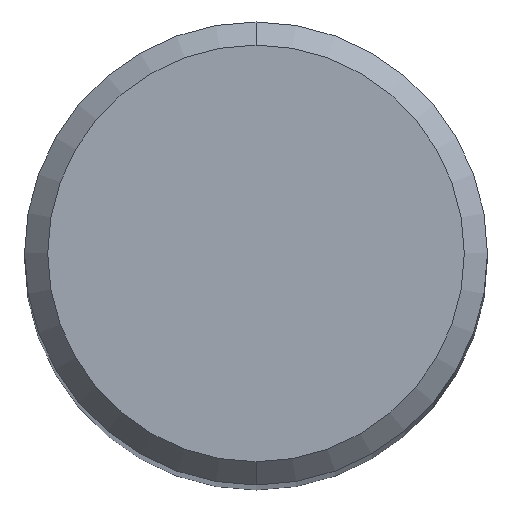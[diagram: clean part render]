
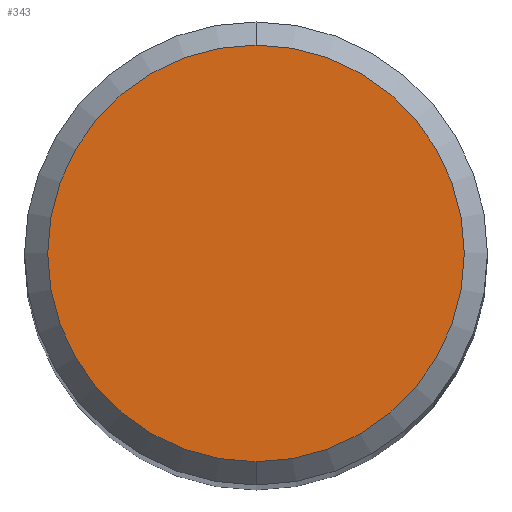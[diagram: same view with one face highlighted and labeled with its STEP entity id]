
A CAD part, top view. The second image highlights one B-rep face of the part: STEP entity #343.
In plain terms, the highlighted planar face has unit normal (0, 0, 1).
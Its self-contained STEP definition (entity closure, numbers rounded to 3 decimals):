
#343=ADVANCED_FACE('',(#914),#915,.T.);
#395=EDGE_CURVE('',#607,#449,#972,.T.);
#449=VERTEX_POINT('',#1029);
#487=EDGE_CURVE('',#449,#607,#1074,.T.);
#607=VERTEX_POINT('',#1205);
#914=FACE_OUTER_BOUND('',#1604,.T.);
#915=PLANE('',#1605);
#972=CIRCLE('',#1812,3.6);
#1029=CARTESIAN_POINT('',(0.0,3.6,0.0));
#1074=CIRCLE('',#2727,3.6);
#1205=CARTESIAN_POINT('',(0.,-3.6,0.0));
#1604=EDGE_LOOP('',(#5783,#5784));
#1605=AXIS2_PLACEMENT_3D('',#5785,#5786,#5787);
#1812=AXIS2_PLACEMENT_3D('',#5836,#5837,#5838);
#2727=AXIS2_PLACEMENT_3D('',#5964,#5965,#5966);
#5783=ORIENTED_EDGE('',*,*,#487,.F.);
#5784=ORIENTED_EDGE('',*,*,#395,.F.);
#5785=CARTESIAN_POINT('',(0.0,1.8,0.0));
#5786=DIRECTION('',(-0.0,0.0,1.0));
#5787=DIRECTION('',(0.0,-1.0,0.0));
#5836=CARTESIAN_POINT('',(0.0,0.0,0.0));
#5837=DIRECTION('',(0.0,0.0,-1.0));
#5838=DIRECTION('',(0.0,1.0,0.0));
#5964=CARTESIAN_POINT('',(0.0,0.0,0.0));
#5965=DIRECTION('',(0.0,0.0,-1.0));
#5966=DIRECTION('',(0.0,1.0,0.0));
